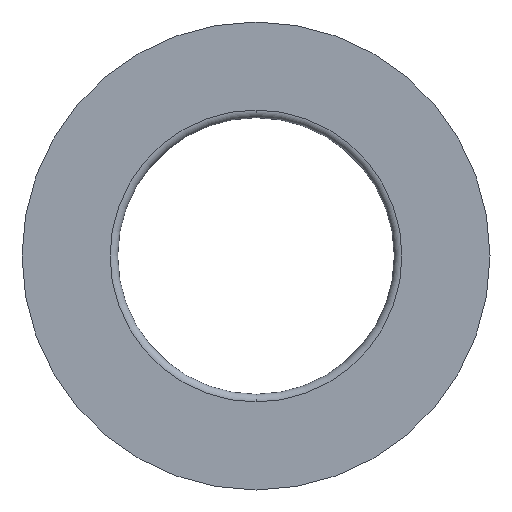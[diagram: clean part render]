
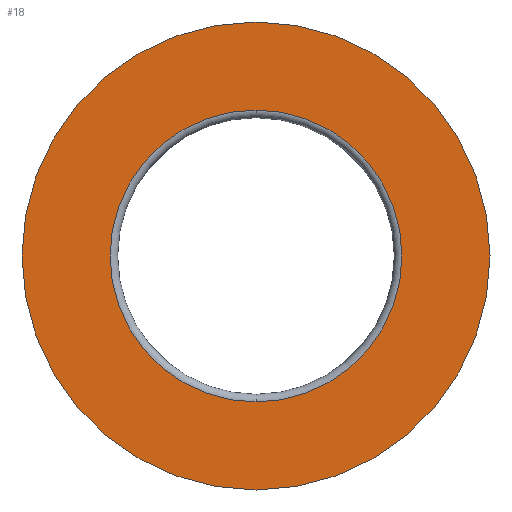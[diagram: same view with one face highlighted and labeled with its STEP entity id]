
A CAD part, front view. The second image highlights one B-rep face of the part: STEP entity #18.
In plain terms, the highlighted planar face has unit normal (0, -1, 0).
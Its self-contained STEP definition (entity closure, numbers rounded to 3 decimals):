
#9 = AXIS2_PLACEMENT_3D ( 'NONE', #336, #20, #330 ) ;
#12 = EDGE_LOOP ( 'NONE', ( #414, #412 ) ) ;
#18 = ADVANCED_FACE ( 'NONE', ( #331, #128 ), #194, .T. ) ;
#20 = DIRECTION ( 'NONE',  ( 0., 1., 0. ) ) ;
#24 = CARTESIAN_POINT ( 'NONE',  ( 0., 0., 0. ) ) ;
#39 = CIRCLE ( 'NONE', #9, 38.05 ) ;
#67 = DIRECTION ( 'NONE',  ( 0., 0., 1. ) ) ;
#72 = CARTESIAN_POINT ( 'NONE',  ( 0., 0., 61. ) ) ;
#97 = DIRECTION ( 'NONE',  ( 0., 1., 0. ) ) ;
#103 = DIRECTION ( 'NONE',  ( 0., 0., -1. ) ) ;
#118 = ORIENTED_EDGE ( 'NONE', *, *, #415, .F. ) ;
#128 = FACE_OUTER_BOUND ( 'NONE', #250, .T. ) ;
#134 = DIRECTION ( 'NONE',  ( 0., 1., 0. ) ) ;
#155 = DIRECTION ( 'NONE',  ( 0., 0., 1. ) ) ;
#174 = AXIS2_PLACEMENT_3D ( 'NONE', #238, #97, #426 ) ;
#176 = ORIENTED_EDGE ( 'NONE', *, *, #181, .F. ) ;
#181 = EDGE_CURVE ( 'NONE', #210, #186, #185, .T. ) ;
#185 = CIRCLE ( 'NONE', #283, 61. ) ;
#186 = VERTEX_POINT ( 'NONE', #291 ) ;
#192 = CIRCLE ( 'NONE', #213, 38.05 ) ;
#194 = PLANE ( 'NONE',  #356 ) ;
#195 = CARTESIAN_POINT ( 'NONE',  ( 0., 0., -38.05 ) ) ;
#210 = VERTEX_POINT ( 'NONE', #72 ) ;
#213 = AXIS2_PLACEMENT_3D ( 'NONE', #24, #404, #67 ) ;
#238 = CARTESIAN_POINT ( 'NONE',  ( 0., 0., 0. ) ) ;
#250 = EDGE_LOOP ( 'NONE', ( #176, #118 ) ) ;
#283 = AXIS2_PLACEMENT_3D ( 'NONE', #432, #134, #155 ) ;
#291 = CARTESIAN_POINT ( 'NONE',  ( 0., 0., -61. ) ) ;
#313 = EDGE_CURVE ( 'NONE', #409, #381, #39, .T. ) ;
#330 = DIRECTION ( 'NONE',  ( 0., 0., 1. ) ) ;
#331 = FACE_BOUND ( 'NONE', #12, .T. ) ;
#336 = CARTESIAN_POINT ( 'NONE',  ( 0., 0., 0. ) ) ;
#341 = CARTESIAN_POINT ( 'NONE',  ( 0., 0., 38.05 ) ) ;
#356 = AXIS2_PLACEMENT_3D ( 'NONE', #423, #393, #103 ) ;
#368 = CIRCLE ( 'NONE', #174, 61. ) ;
#378 = EDGE_CURVE ( 'NONE', #381, #409, #192, .T. ) ;
#381 = VERTEX_POINT ( 'NONE', #195 ) ;
#393 = DIRECTION ( 'NONE',  ( 0., -1., 0. ) ) ;
#404 = DIRECTION ( 'NONE',  ( 0., 1., 0. ) ) ;
#409 = VERTEX_POINT ( 'NONE', #341 ) ;
#412 = ORIENTED_EDGE ( 'NONE', *, *, #378, .T. ) ;
#414 = ORIENTED_EDGE ( 'NONE', *, *, #313, .T. ) ;
#415 = EDGE_CURVE ( 'NONE', #186, #210, #368, .T. ) ;
#423 = CARTESIAN_POINT ( 'NONE',  ( -61., 0., 0. ) ) ;
#426 = DIRECTION ( 'NONE',  ( 0., 0., 1. ) ) ;
#432 = CARTESIAN_POINT ( 'NONE',  ( 0., 0., 0. ) ) ;
